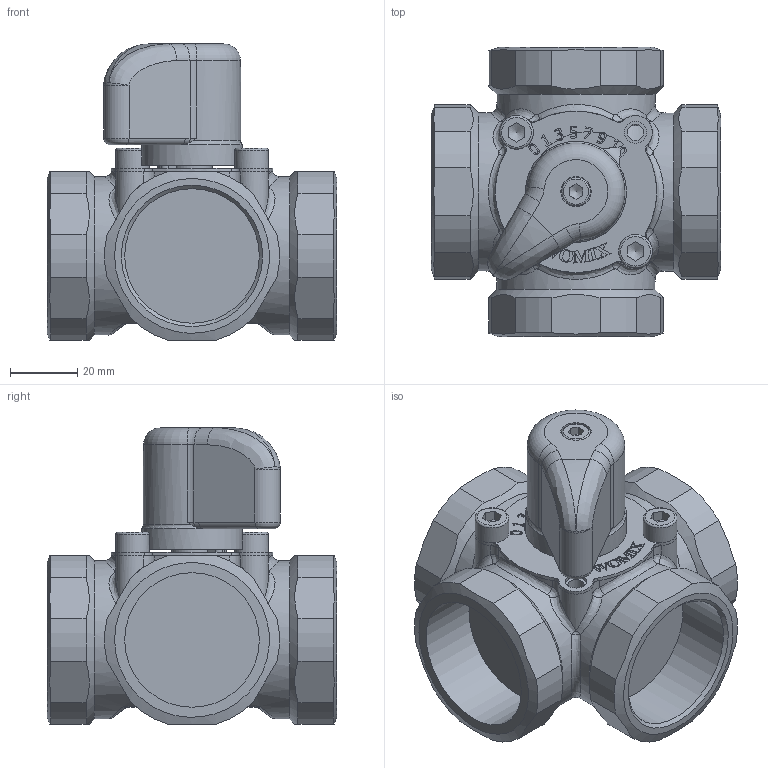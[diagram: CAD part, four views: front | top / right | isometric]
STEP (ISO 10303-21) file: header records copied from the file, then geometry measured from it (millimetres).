
FILE_DESCRIPTION(/* description */ (''),/* implementation_level */ '2;1');
FILE_NAME(/* name */ 'MIXM4-32.stp',/* time_stamp */ '2015-09-15T21:02:25+02:00',/* author */ ('ARTUR'),/* organization */ (''),/* preprocessor_version */ 'ST-DEVELOPER v15.6',/* originating_system */ 'Autodesk Inventor 2015',/* authorisation */ '');
FILE_SCHEMA (('CONFIG_CONTROL_DESIGN'));
Length unit declared in the file: centimetre
Products named in the file (1): MIXM4-32
Bounding box: 86 x 86 x 88 mm (x, y, z)
Volume: 181841.7 mm3; surface area: 47520.6 mm2
Topology: 1 solids, 1 shells, 668 faces, 1768 edges, 1125 vertices
Faces by surface type: plane 241, bspline 213, cylinder 129, cone 45, torus 35, sphere 5
Full cylindrical faces by diameter (mm): 4.917 x2, 6.5 x2, 8.5 x1, 9 x1, 10 x2, 12 x1, 40 x4, 47 x4
Entity records: 24896 total; most frequent: CARTESIAN_POINT 9389, ORIENTED_EDGE 3402, DIRECTION 2493, EDGE_CURVE 1701, VERTEX_POINT 1102, AXIS2_PLACEMENT_3D 861, LINE 771, VECTOR 771
